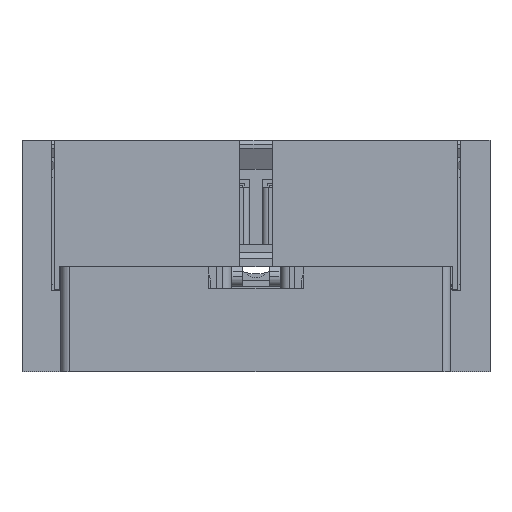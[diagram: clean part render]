
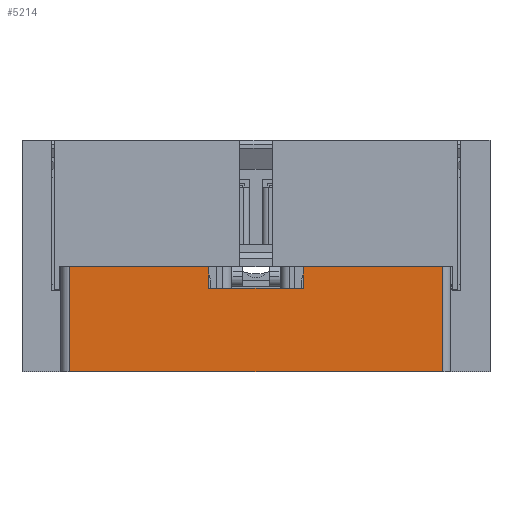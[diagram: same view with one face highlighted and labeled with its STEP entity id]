
A CAD part, front view. The second image highlights one B-rep face of the part: STEP entity #5214.
In plain terms, the highlighted planar face has unit normal (0, -1, 0).
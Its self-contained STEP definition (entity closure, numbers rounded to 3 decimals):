
#5214=ADVANCED_FACE('',(#10492),#10493,.F.);
#10492=FACE_OUTER_BOUND('',#15898,.T.);
#10493=PLANE('',#15899);
#15898=EDGE_LOOP('',(#31861,#31862,#31863,#31864,#31865,#31866,#31867,#31868));
#15899=AXIS2_PLACEMENT_3D('',#31869,#31870,#31871);
#31861=ORIENTED_EDGE('',*,*,#40196,.T.);
#31862=ORIENTED_EDGE('',*,*,#40197,.T.);
#31863=ORIENTED_EDGE('',*,*,#40198,.T.);
#31864=ORIENTED_EDGE('',*,*,#40199,.T.);
#31865=ORIENTED_EDGE('',*,*,#40200,.T.);
#31866=ORIENTED_EDGE('',*,*,#39970,.T.);
#31867=ORIENTED_EDGE('',*,*,#40201,.F.);
#31868=ORIENTED_EDGE('',*,*,#40202,.T.);
#31869=CARTESIAN_POINT('',(11.6,0.0,29.1));
#31870=DIRECTION('',(0.0,1.0,0.0));
#31871=DIRECTION('',(0.0,0.0,1.0));
#39970=EDGE_CURVE('',#49951,#49949,#49952,.T.);
#40196=EDGE_CURVE('',#50336,#50337,#50338,.T.);
#40197=EDGE_CURVE('',#50337,#50339,#50340,.T.);
#40198=EDGE_CURVE('',#50339,#50341,#50342,.T.);
#40199=EDGE_CURVE('',#50341,#50343,#50344,.T.);
#40200=EDGE_CURVE('',#50343,#49951,#50345,.T.);
#40201=EDGE_CURVE('',#50346,#49949,#50347,.T.);
#40202=EDGE_CURVE('',#50346,#50336,#50348,.T.);
#49949=VERTEX_POINT('',#64096);
#49951=VERTEX_POINT('',#64098);
#49952=LINE('',#64099,#64100);
#50336=VERTEX_POINT('',#64653);
#50337=VERTEX_POINT('',#64654);
#50338=LINE('',#64655,#64656);
#50339=VERTEX_POINT('',#64657);
#50340=LINE('',#64658,#64659);
#50341=VERTEX_POINT('',#64660);
#50342=LINE('',#64661,#64662);
#50343=VERTEX_POINT('',#64663);
#50344=LINE('',#64664,#64665);
#50345=LINE('',#64666,#64667);
#50346=VERTEX_POINT('',#64668);
#50347=LINE('',#64669,#64670);
#50348=LINE('',#64671,#64672);
#64096=CARTESIAN_POINT('',(102.4,0.0,0.0));
#64098=CARTESIAN_POINT('',(11.6,0.0,0.0));
#64099=CARTESIAN_POINT('',(11.6,0.0,0.0));
#64100=VECTOR('',#72364,1000.0);
#64653=CARTESIAN_POINT('',(68.5,0.0,25.6));
#64654=CARTESIAN_POINT('',(68.5,0.0,20.4));
#64655=CARTESIAN_POINT('',(68.5,0.0,30.4));
#64656=VECTOR('',#72618,1000.0);
#64657=CARTESIAN_POINT('',(45.5,0.0,20.4));
#64658=CARTESIAN_POINT('',(68.5,0.0,20.4));
#64659=VECTOR('',#72619,1000.0);
#64660=CARTESIAN_POINT('',(45.5,0.0,25.6));
#64661=CARTESIAN_POINT('',(45.5,0.0,20.4));
#64662=VECTOR('',#72620,1000.0);
#64663=CARTESIAN_POINT('',(11.6,0.0,25.6));
#64664=CARTESIAN_POINT('',(104.5,0.0,25.6));
#64665=VECTOR('',#72621,1000.0);
#64666=CARTESIAN_POINT('',(11.6,0.0,29.1));
#64667=VECTOR('',#72622,1000.0);
#64668=CARTESIAN_POINT('',(102.4,0.0,25.6));
#64669=CARTESIAN_POINT('',(102.4,0.0,29.1));
#64670=VECTOR('',#72623,1000.0);
#64671=CARTESIAN_POINT('',(104.5,0.0,25.6));
#64672=VECTOR('',#72624,1000.0);
#72364=DIRECTION('',(1.0,0.0,0.0));
#72618=DIRECTION('',(0.0,0.0,-1.0));
#72619=DIRECTION('',(-1.0,0.0,0.0));
#72620=DIRECTION('',(0.0,0.0,1.0));
#72621=DIRECTION('',(-1.0,0.0,0.0));
#72622=DIRECTION('',(0.0,0.0,-1.0));
#72623=DIRECTION('',(0.0,0.0,-1.0));
#72624=DIRECTION('',(-1.0,0.0,0.0));
